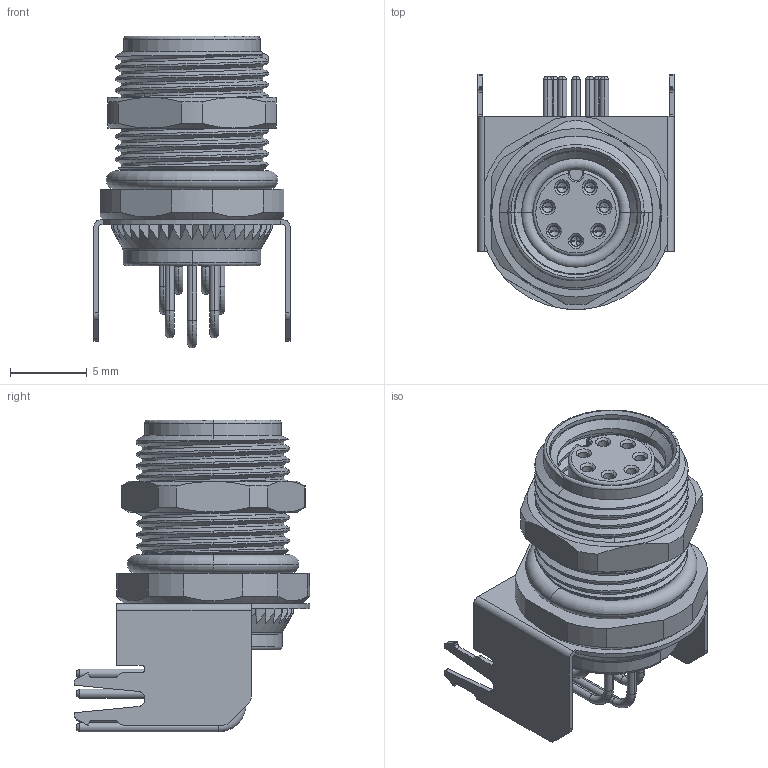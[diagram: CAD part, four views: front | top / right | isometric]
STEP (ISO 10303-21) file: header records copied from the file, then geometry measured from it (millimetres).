
FILE_DESCRIPTION((''),'2;1');
FILE_NAME('FM8ST0508-A07S104D00','2026-02-03T',('gongchengVI'),(''),'PRO/ENGINEER BY PARAMETRIC TECHNOLOGY CORPORATION, 2010280','PRO/ENGINEER BY PARAMETRIC TECHNOLOGY CORPORATION, 2010280','');
FILE_SCHEMA(('CONFIG_CONTROL_DESIGN'));
Products named in the file (1): FM8ST0508-A07S104D00
Bounding box: 12.8 x 15.35 x 20.35 mm (x, y, z)
Volume: 223.9 mm3; surface area: 20651.6 mm2
Topology: 1 solids, 208 shells, 3099 faces, 11295 edges, 8198 vertices
Faces by surface type: cylinder 1260, plane 964, cone 440, torus 316, bspline 119
Entity records: 179979 total; most frequent: CARTESIAN_POINT 87329, ORIENTED_EDGE 18998, DIRECTION 18595, EDGE_CURVE 11277, VERTEX_POINT 8198, AXIS2_PLACEMENT_3D 7258, CIRCLE 4277, VECTOR 4079
